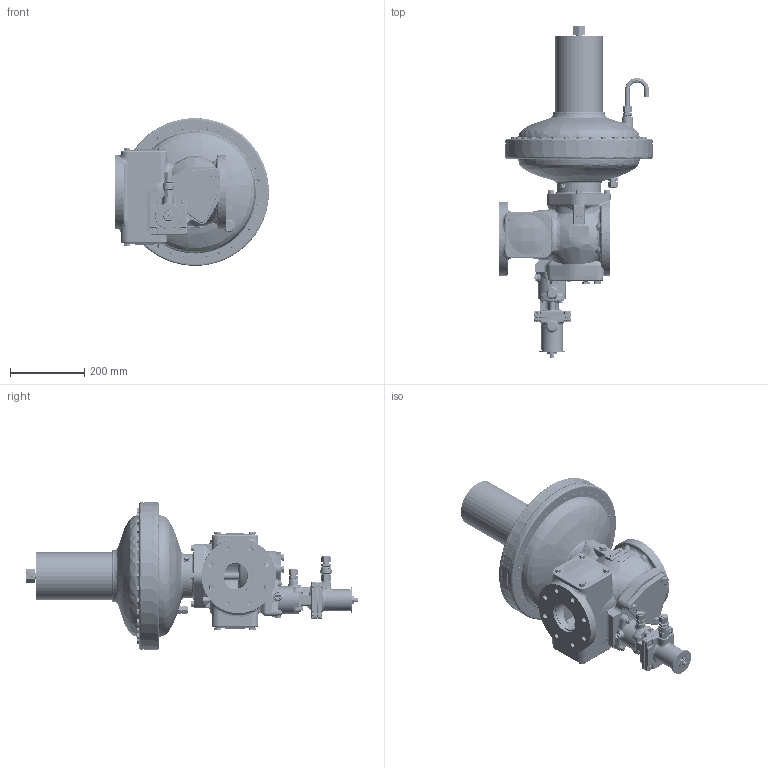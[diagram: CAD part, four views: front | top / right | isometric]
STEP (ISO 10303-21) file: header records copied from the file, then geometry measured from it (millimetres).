
FILE_DESCRIPTION (( 'STEP AP214' ), '1' );
FILE_NAME ('V_MB_HON370_80_RE2SM_K1a_A_.STEP', '2017-03-06T12:19:52', ( '' ), ( '' ), 'SwSTEP 2.0', 'SolidWorks 2015', '' );
FILE_SCHEMA (( 'AUTOMOTIVE_DESIGN' ));
Length unit declared in the file: millimetre
Products named in the file (1): V_MB_HON370_80_RE2SM_K1a_A_
Bounding box: 414 x 892.86 x 398 mm (x, y, z)
Volume: 10876861.2 mm3; surface area: 2229083.5 mm2
Topology: 177 solids, 177 shells, 6053 faces, 14291 edges, 8714 vertices
Faces by surface type: plane 1958, cylinder 1773, cone 1259, bspline 1063
Entity records: 239755 total; most frequent: CARTESIAN_POINT 104290, ORIENTED_EDGE 28272, DIRECTION 27130, EDGE_CURVE 14136, AXIS2_PLACEMENT_3D 10959, VERTEX_POINT 8714, EDGE_LOOP 6842, FACE_OUTER_BOUND 6053
